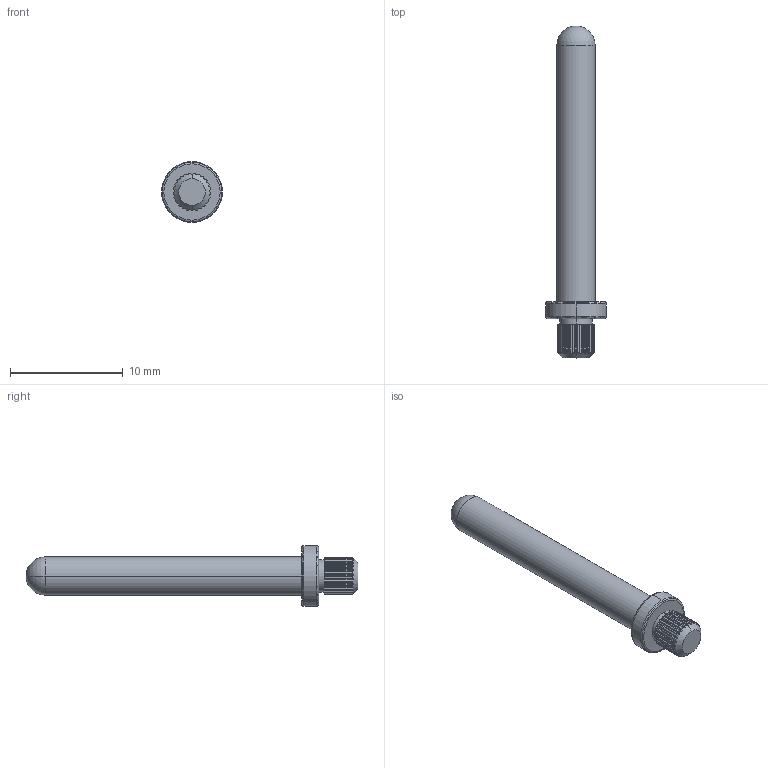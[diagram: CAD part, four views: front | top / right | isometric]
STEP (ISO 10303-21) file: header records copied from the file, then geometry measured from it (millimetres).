
FILE_DESCRIPTION((''),'2;1');
FILE_NAME('2032630034','2020-06-04T',('gga'),(''),'PRO/ENGINEER BY PARAMETRIC TECHNOLOGY CORPORATION, 2016010','PRO/ENGINEER BY PARAMETRIC TECHNOLOGY CORPORATION, 2016010','');
FILE_SCHEMA(('CONFIG_CONTROL_DESIGN'));
Length unit declared in the file: millimetre
Products named in the file (1): 2032630034
Bounding box: 5.4 x 29.5 x 5.4 mm (x, y, z)
Volume: 278.9 mm3; surface area: 361.3 mm2
Topology: 1 solids, 1 shells, 122 faces, 350 edges, 232 vertices
Faces by surface type: cylinder 56, plane 54, torus 8, cone 2, sphere 2
Entity records: 4301 total; most frequent: CARTESIAN_POINT 1124, ORIENTED_EDGE 694, DIRECTION 622, EDGE_CURVE 347, AXIS2_PLACEMENT_3D 232, VERTEX_POINT 230, VECTOR 158, LINE 158
